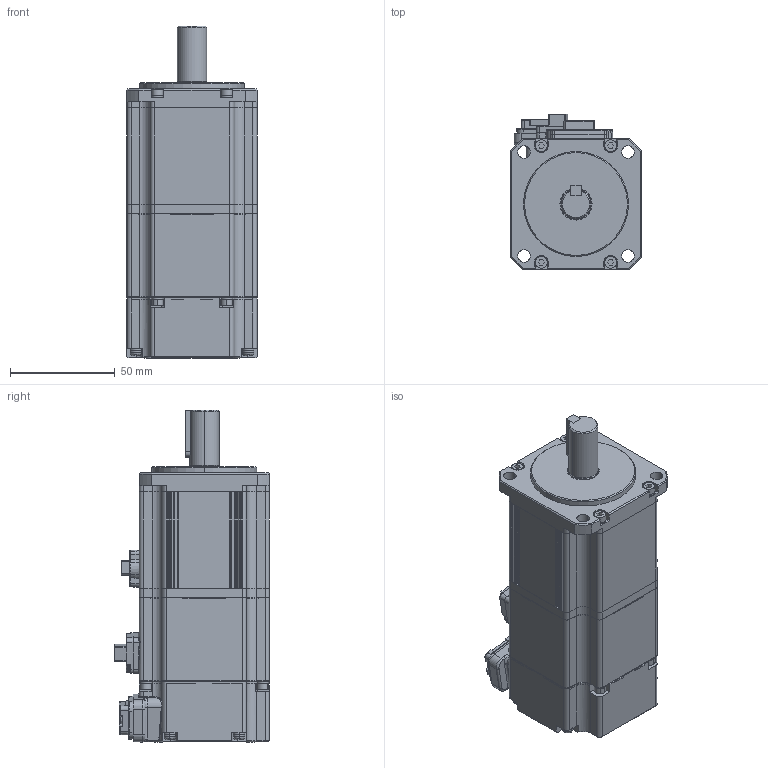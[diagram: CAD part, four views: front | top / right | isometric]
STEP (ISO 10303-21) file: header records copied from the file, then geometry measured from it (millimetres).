
FILE_DESCRIPTION (( 'STEP AP214' ), '1' );
FILE_NAME ('APMC-FBL02AMK2-8-AD.STEP', '2024-03-25T18:07:19', ( '' ), ( '' ), 'SwSTEP 2.0', 'SolidWorks 2021', '' );
FILE_SCHEMA (( 'AUTOMOTIVE_DESIGN' ));
Length unit declared in the file: inch
Products named in the file (1): APMC-FBL02AMK2-8-AD
Bounding box: 62 x 73.8 x 158.2 mm (x, y, z)
Volume: 448955.5 mm3; surface area: 98674.5 mm2
Topology: 51 solids, 51 shells, 2195 faces, 5743 edges, 3738 vertices
Faces by surface type: plane 1289, cylinder 673, bspline 118, cone 90, torus 17, sphere 8
Entity records: 72468 total; most frequent: CARTESIAN_POINT 17559, ORIENTED_EDGE 11484, DIRECTION 10942, EDGE_CURVE 5742, LINE 3786, VECTOR 3786, VERTEX_POINT 3738, AXIS2_PLACEMENT_3D 3578
